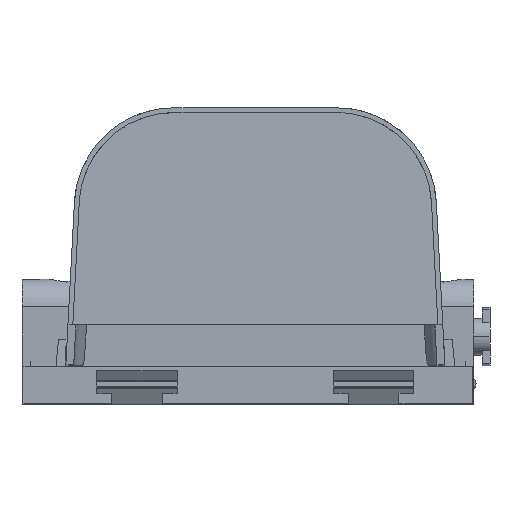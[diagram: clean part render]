
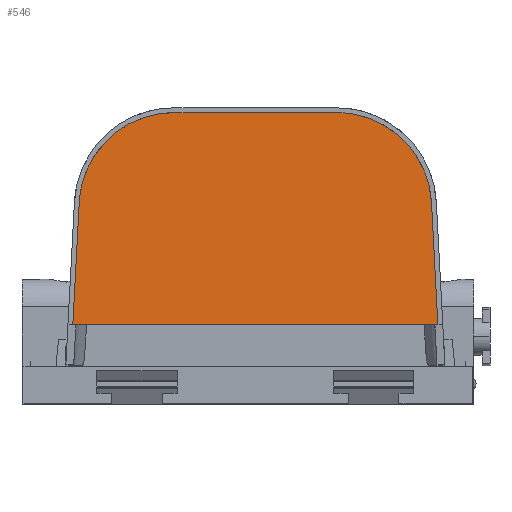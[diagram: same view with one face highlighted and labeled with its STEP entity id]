
A CAD part, top view. The second image highlights one B-rep face of the part: STEP entity #546.
In plain terms, the highlighted planar face has unit normal (0, 0.026, 1).
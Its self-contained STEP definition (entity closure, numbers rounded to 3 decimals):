
#546=ADVANCED_FACE('',(#1885),#1886,.T.);
#1885=FACE_OUTER_BOUND('',#5135,.T.);
#1886=PLANE('',#5136);
#5135=EDGE_LOOP('',(#10192,#10193,#10194,#10195,#10196,#10197));
#5136=AXIS2_PLACEMENT_3D('',#10198,#10199,#10200);
#10192=ORIENTED_EDGE('',*,*,#15190,.T.);
#10193=ORIENTED_EDGE('',*,*,#15191,.T.);
#10194=ORIENTED_EDGE('',*,*,#15192,.T.);
#10195=ORIENTED_EDGE('',*,*,#15154,.T.);
#10196=ORIENTED_EDGE('',*,*,#15193,.T.);
#10197=ORIENTED_EDGE('',*,*,#15194,.T.);
#10198=CARTESIAN_POINT('',(-37.364,48.608,101.477));
#10199=DIRECTION('',(0.,0.026,1.));
#10200=DIRECTION('',(1.0,0.,0.0));
#15154=EDGE_CURVE('',#18244,#18242,#18245,.T.);
#15190=EDGE_CURVE('',#18303,#18304,#18305,.T.);
#15191=EDGE_CURVE('',#18304,#18306,#18307,.T.);
#15192=EDGE_CURVE('',#18306,#18244,#18308,.T.);
#15193=EDGE_CURVE('',#18242,#18309,#18310,.T.);
#15194=EDGE_CURVE('',#18309,#18303,#18311,.T.);
#18242=VERTEX_POINT('',#24706);
#18244=VERTEX_POINT('',#24709);
#18245=LINE('',#24710,#24711);
#18303=VERTEX_POINT('',#24849);
#18304=VERTEX_POINT('',#24850);
#18305=LINE('',#24851,#24852);
#18306=VERTEX_POINT('',#24853);
#18307=B_SPLINE_CURVE_WITH_KNOTS('',3,(#24854,#24855,#24856,#24857,#24858,#24859,#24860,#24861,#24862,#24863,#24864,#24865,#24866,#24867,#24868,#24869,#24870,#24871),.UNSPECIFIED.,.F.,.F.,(4,2,2,2,2,2,2,2,4),(0.,0.005,0.009,0.014,0.018,0.023,0.028,0.032,0.037),.UNSPECIFIED.);
#18308=LINE('',#24872,#24873);
#18309=VERTEX_POINT('',#24874);
#18310=LINE('',#24875,#24876);
#18311=B_SPLINE_CURVE_WITH_KNOTS('',3,(#24877,#24878,#24879,#24880,#24881,#24882,#24883,#24884,#24885,#24886,#24887,#24888,#24889,#24890,#24891,#24892,#24893,#24894),.UNSPECIFIED.,.F.,.F.,(4,2,2,2,2,2,2,2,4),(0.,0.005,0.009,0.014,0.018,0.023,0.028,0.032,0.037),.UNSPECIFIED.);
#24706=CARTESIAN_POINT('',(46.494,1.188,102.718));
#24709=CARTESIAN_POINT('',(-46.494,1.188,102.718));
#24710=CARTESIAN_POINT('',(-46.494,1.188,102.718));
#24711=VECTOR('',#30461,1000.0);
#24849=CARTESIAN_POINT('',(20.732,55.244,101.303));
#24850=CARTESIAN_POINT('',(-20.732,55.244,101.303));
#24851=CARTESIAN_POINT('',(-37.364,55.244,101.303));
#24852=VECTOR('',#30503,1000.0);
#24853=CARTESIAN_POINT('',(-44.861,32.347,101.902));
#24854=CARTESIAN_POINT('',(-20.732,55.244,101.303));
#24855=CARTESIAN_POINT('',(-22.26,55.244,101.303));
#24856=CARTESIAN_POINT('',(-23.789,55.098,101.307));
#24857=CARTESIAN_POINT('',(-26.792,54.522,101.322));
#24858=CARTESIAN_POINT('',(-28.265,54.09,101.333));
#24859=CARTESIAN_POINT('',(-31.105,52.957,101.363));
#24860=CARTESIAN_POINT('',(-32.471,52.256,101.381));
#24861=CARTESIAN_POINT('',(-35.046,50.607,101.424));
#24862=CARTESIAN_POINT('',(-36.255,49.661,101.449));
#24863=CARTESIAN_POINT('',(-38.473,47.556,101.504));
#24864=CARTESIAN_POINT('',(-39.481,46.398,101.534));
#24865=CARTESIAN_POINT('',(-41.262,43.913,101.599));
#24866=CARTESIAN_POINT('',(-42.034,42.586,101.634));
#24867=CARTESIAN_POINT('',(-43.314,39.809,101.707));
#24868=CARTESIAN_POINT('',(-43.822,38.36,101.745));
#24869=CARTESIAN_POINT('',(-44.555,35.392,101.823));
#24870=CARTESIAN_POINT('',(-44.781,33.873,101.862));
#24871=CARTESIAN_POINT('',(-44.861,32.347,101.902));
#24872=CARTESIAN_POINT('',(-44.861,32.347,101.902));
#24873=VECTOR('',#30504,1000.0);
#24874=CARTESIAN_POINT('',(44.861,32.347,101.902));
#24875=CARTESIAN_POINT('',(46.494,1.188,102.718));
#24876=VECTOR('',#30505,1000.0);
#24877=CARTESIAN_POINT('',(44.861,32.347,101.902));
#24878=CARTESIAN_POINT('',(44.781,33.873,101.862));
#24879=CARTESIAN_POINT('',(44.555,35.392,101.823));
#24880=CARTESIAN_POINT('',(43.822,38.36,101.745));
#24881=CARTESIAN_POINT('',(43.314,39.809,101.707));
#24882=CARTESIAN_POINT('',(42.034,42.586,101.634));
#24883=CARTESIAN_POINT('',(41.262,43.913,101.599));
#24884=CARTESIAN_POINT('',(39.481,46.398,101.534));
#24885=CARTESIAN_POINT('',(38.473,47.556,101.504));
#24886=CARTESIAN_POINT('',(36.255,49.661,101.449));
#24887=CARTESIAN_POINT('',(35.046,50.607,101.424));
#24888=CARTESIAN_POINT('',(32.471,52.256,101.381));
#24889=CARTESIAN_POINT('',(31.105,52.957,101.363));
#24890=CARTESIAN_POINT('',(28.265,54.09,101.333));
#24891=CARTESIAN_POINT('',(26.792,54.522,101.322));
#24892=CARTESIAN_POINT('',(23.789,55.098,101.307));
#24893=CARTESIAN_POINT('',(22.26,55.244,101.303));
#24894=CARTESIAN_POINT('',(20.732,55.244,101.303));
#30461=DIRECTION('',(1.0,0.0,0.0));
#30503=DIRECTION('',(-1.0,0.,0.));
#30504=DIRECTION('',(-0.052,-0.998,0.026));
#30505=DIRECTION('',(-0.052,0.998,-0.026));
